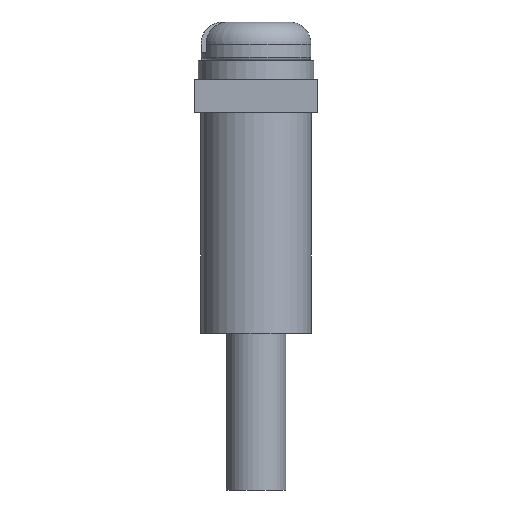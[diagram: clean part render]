
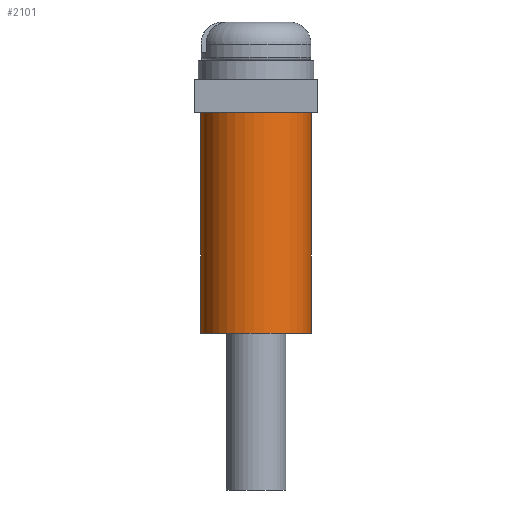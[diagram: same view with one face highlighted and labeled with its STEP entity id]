
A CAD part, front view. The second image highlights one B-rep face of the part: STEP entity #2101.
In plain terms, the highlighted cylindrical face has radius 2 mm (diameter 4 mm), a full revolution.
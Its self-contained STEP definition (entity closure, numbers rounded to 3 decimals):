
#21 = FACE_OUTER_BOUND ( 'NONE', #3005, .T. ) ;
#139 = DIRECTION ( 'NONE',  ( 0., 0., 1. ) ) ;
#459 = EDGE_CURVE ( 'NONE', #814, #814, #3948, .T. ) ;
#608 = CIRCLE ( 'NONE', #1665, 2. ) ;
#814 = VERTEX_POINT ( 'NONE', #2433 ) ;
#985 = FACE_OUTER_BOUND ( 'NONE', #2891, .T. ) ;
#1216 = AXIS2_PLACEMENT_3D ( 'NONE', #3527, #3553, #2271 ) ;
#1468 = EDGE_CURVE ( 'NONE', #1822, #1822, #608, .T. ) ;
#1648 = CYLINDRICAL_SURFACE ( 'NONE', #1216, 2. ) ;
#1665 = AXIS2_PLACEMENT_3D ( 'NONE', #2643, #139, #3900 ) ;
#1822 = VERTEX_POINT ( 'NONE', #3449 ) ;
#2049 = DIRECTION ( 'NONE',  ( 0., 0., 1. ) ) ;
#2101 = ADVANCED_FACE ( 'NONE', ( #985, #21 ), #1648, .T. ) ;
#2271 = DIRECTION ( 'NONE',  ( -0.979, 0.206, 0. ) ) ;
#2368 = CARTESIAN_POINT ( 'NONE',  ( -2.724, -8.145, 18.7 ) ) ;
#2433 = CARTESIAN_POINT ( 'NONE',  ( -0.767, -8.557, 18.7 ) ) ;
#2643 = CARTESIAN_POINT ( 'NONE',  ( -2.724, -8.145, 10.7 ) ) ;
#2891 = EDGE_LOOP ( 'NONE', ( #2921 ) ) ;
#2921 = ORIENTED_EDGE ( 'NONE', *, *, #459, .F. ) ;
#3005 = EDGE_LOOP ( 'NONE', ( #3091 ) ) ;
#3025 = AXIS2_PLACEMENT_3D ( 'NONE', #2368, #2049, #3661 ) ;
#3091 = ORIENTED_EDGE ( 'NONE', *, *, #1468, .T. ) ;
#3449 = CARTESIAN_POINT ( 'NONE',  ( -0.767, -8.557, 10.7 ) ) ;
#3527 = CARTESIAN_POINT ( 'NONE',  ( -2.724, -8.145, 18.7 ) ) ;
#3553 = DIRECTION ( 'NONE',  ( 0., 0., -1. ) ) ;
#3661 = DIRECTION ( 'NONE',  ( 0.979, -0.206, 0. ) ) ;
#3900 = DIRECTION ( 'NONE',  ( 0.979, -0.206, 0. ) ) ;
#3948 = CIRCLE ( 'NONE', #3025, 2. ) ;
